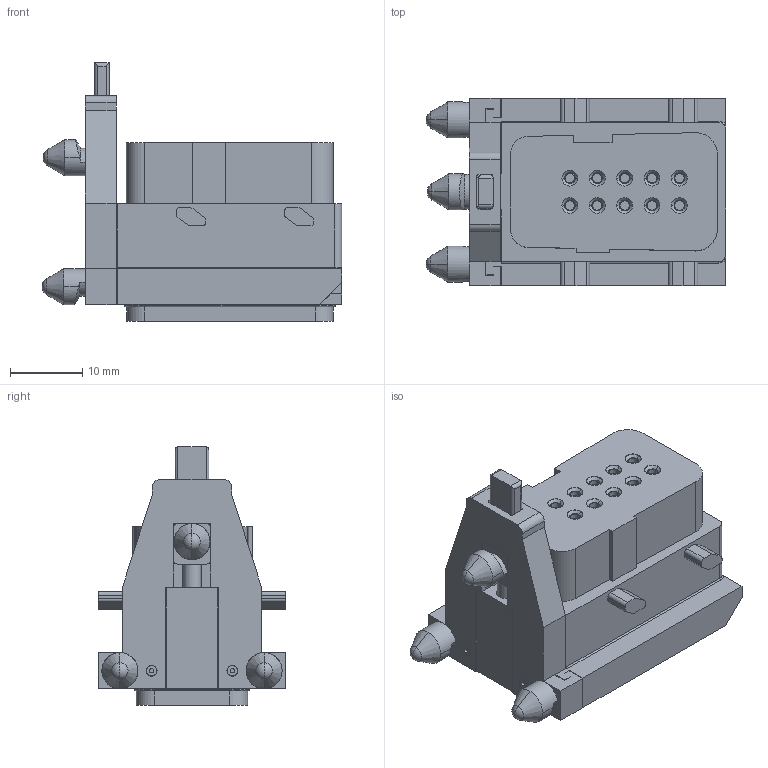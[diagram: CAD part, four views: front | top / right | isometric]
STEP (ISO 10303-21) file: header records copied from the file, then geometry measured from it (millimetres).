
FILE_DESCRIPTION((''),'2;1');
FILE_NAME('00172027000','2019-11-06T',('presta_be4'),(''),'CREO PARAMETRIC BY PTC INC, 2018360','CREO PARAMETRIC BY PTC INC, 2018360','');
FILE_SCHEMA(('CONFIG_CONTROL_DESIGN'));
Length unit declared in the file: millimetre
Products named in the file (1): 00172027000
Bounding box: 41.6 x 26 x 35.92 mm (x, y, z)
Volume: 15639.6 mm3; surface area: 8239.7 mm2
Topology: 3 solids, 3 shells, 1128 faces, 2665 edges, 1614 vertices
Faces by surface type: plane 458, cylinder 285, torus 226, cone 133, bspline 20, sphere 6
Entity records: 32778 total; most frequent: CARTESIAN_POINT 6091, DIRECTION 5961, ORIENTED_EDGE 5318, EDGE_CURVE 2659, AXIS2_PLACEMENT_3D 2217, VERTEX_POINT 1614, VECTOR 1527, LINE 1527
